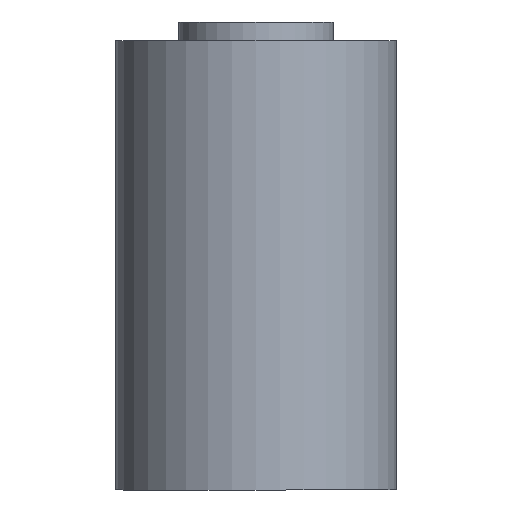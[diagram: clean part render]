
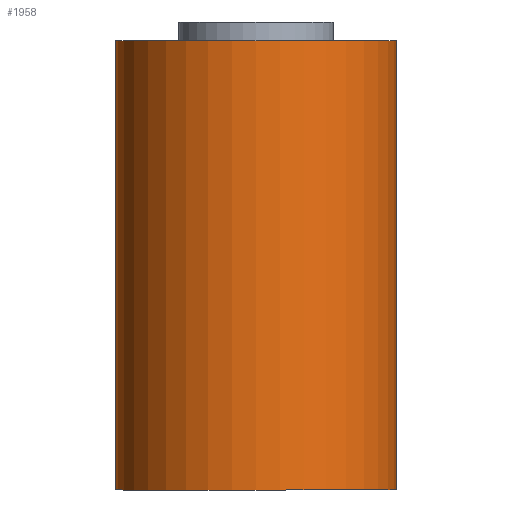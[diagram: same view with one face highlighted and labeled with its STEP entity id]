
A CAD part, left-side view. The second image highlights one B-rep face of the part: STEP entity #1958.
In plain terms, the highlighted cylindrical face has radius 15 mm (diameter 30 mm), a full revolution.
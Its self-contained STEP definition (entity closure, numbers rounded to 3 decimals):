
#1669 = PLANE('',#1670);
#1670 = AXIS2_PLACEMENT_3D('',#1671,#1672,#1673);
#1671 = CARTESIAN_POINT('',(0.,-25.,0.));
#1672 = DIRECTION('',(0.,1.,0.));
#1673 = DIRECTION('',(-1.,0.,0.));
#1911 = PLANE('',#1912);
#1912 = AXIS2_PLACEMENT_3D('',#1913,#1914,#1915);
#1913 = CARTESIAN_POINT('',(0.,23.,0.));
#1914 = DIRECTION('',(0.,-1.,0.));
#1915 = DIRECTION('',(1.,0.,0.));
#1930 = EDGE_CURVE('',#1931,#1931,#1933,.T.);
#1931 = VERTEX_POINT('',#1932);
#1932 = CARTESIAN_POINT('',(15.,23.,0.));
#1933 = SURFACE_CURVE('',#1934,(#1939,#1946),.PCURVE_S1.);
#1934 = CIRCLE('',#1935,15.);
#1935 = AXIS2_PLACEMENT_3D('',#1936,#1937,#1938);
#1936 = CARTESIAN_POINT('',(0.,23.,0.));
#1937 = DIRECTION('',(0.,-1.,0.));
#1938 = DIRECTION('',(1.,0.,0.));
#1939 = PCURVE('',#1911,#1940);
#1940 = DEFINITIONAL_REPRESENTATION('',(#1941),#1945);
#1941 = CIRCLE('',#1942,15.);
#1942 = AXIS2_PLACEMENT_2D('',#1943,#1944);
#1943 = CARTESIAN_POINT('',(0.,0.));
#1944 = DIRECTION('',(1.,-0.));
#1945 = ( GEOMETRIC_REPRESENTATION_CONTEXT(2) 
PARAMETRIC_REPRESENTATION_CONTEXT() REPRESENTATION_CONTEXT('2D SPACE',''
  ) );
#1946 = PCURVE('',#1947,#1952);
#1947 = CYLINDRICAL_SURFACE('',#1948,15.);
#1948 = AXIS2_PLACEMENT_3D('',#1949,#1950,#1951);
#1949 = CARTESIAN_POINT('',(0.,23.,0.));
#1950 = DIRECTION('',(0.,-1.,0.));
#1951 = DIRECTION('',(1.,0.,0.));
#1952 = DEFINITIONAL_REPRESENTATION('',(#1953),#1957);
#1953 = LINE('',#1954,#1955);
#1954 = CARTESIAN_POINT('',(0.,0.));
#1955 = VECTOR('',#1956,1.);
#1956 = DIRECTION('',(1.,0.));
#1957 = ( GEOMETRIC_REPRESENTATION_CONTEXT(2) 
PARAMETRIC_REPRESENTATION_CONTEXT() REPRESENTATION_CONTEXT('2D SPACE',''
  ) );
#1958 = ADVANCED_FACE('',(#1959),#1947,.T.);
#1959 = FACE_BOUND('',#1960,.T.);
#1960 = EDGE_LOOP('',(#1961,#1962,#1985,#2011));
#1961 = ORIENTED_EDGE('',*,*,#1930,.T.);
#1962 = ORIENTED_EDGE('',*,*,#1963,.T.);
#1963 = EDGE_CURVE('',#1931,#1964,#1966,.T.);
#1964 = VERTEX_POINT('',#1965);
#1965 = CARTESIAN_POINT('',(15.,-25.,0.));
#1966 = SEAM_CURVE('',#1967,(#1971,#1978),.PCURVE_S1.);
#1967 = LINE('',#1968,#1969);
#1968 = CARTESIAN_POINT('',(15.,23.,0.));
#1969 = VECTOR('',#1970,1.);
#1970 = DIRECTION('',(0.,-1.,0.));
#1971 = PCURVE('',#1947,#1972);
#1972 = DEFINITIONAL_REPRESENTATION('',(#1973),#1977);
#1973 = LINE('',#1974,#1975);
#1974 = CARTESIAN_POINT('',(0.,0.));
#1975 = VECTOR('',#1976,1.);
#1976 = DIRECTION('',(0.,1.));
#1977 = ( GEOMETRIC_REPRESENTATION_CONTEXT(2) 
PARAMETRIC_REPRESENTATION_CONTEXT() REPRESENTATION_CONTEXT('2D SPACE',''
  ) );
#1978 = PCURVE('',#1947,#1979);
#1979 = DEFINITIONAL_REPRESENTATION('',(#1980),#1984);
#1980 = LINE('',#1981,#1982);
#1981 = CARTESIAN_POINT('',(6.283,0.));
#1982 = VECTOR('',#1983,1.);
#1983 = DIRECTION('',(0.,1.));
#1984 = ( GEOMETRIC_REPRESENTATION_CONTEXT(2) 
PARAMETRIC_REPRESENTATION_CONTEXT() REPRESENTATION_CONTEXT('2D SPACE',''
  ) );
#1985 = ORIENTED_EDGE('',*,*,#1986,.F.);
#1986 = EDGE_CURVE('',#1964,#1964,#1987,.T.);
#1987 = SURFACE_CURVE('',#1988,(#1993,#2000),.PCURVE_S1.);
#1988 = CIRCLE('',#1989,15.);
#1989 = AXIS2_PLACEMENT_3D('',#1990,#1991,#1992);
#1990 = CARTESIAN_POINT('',(0.,-25.,0.));
#1991 = DIRECTION('',(0.,-1.,0.));
#1992 = DIRECTION('',(1.,0.,0.));
#1993 = PCURVE('',#1947,#1994);
#1994 = DEFINITIONAL_REPRESENTATION('',(#1995),#1999);
#1995 = LINE('',#1996,#1997);
#1996 = CARTESIAN_POINT('',(0.,48.));
#1997 = VECTOR('',#1998,1.);
#1998 = DIRECTION('',(1.,0.));
#1999 = ( GEOMETRIC_REPRESENTATION_CONTEXT(2) 
PARAMETRIC_REPRESENTATION_CONTEXT() REPRESENTATION_CONTEXT('2D SPACE',''
  ) );
#2000 = PCURVE('',#1669,#2001);
#2001 = DEFINITIONAL_REPRESENTATION('',(#2002),#2010);
#2002 = ( BOUNDED_CURVE() B_SPLINE_CURVE(2,(#2003,#2004,#2005,#2006,
#2007,#2008,#2009),.UNSPECIFIED.,.T.,.F.) B_SPLINE_CURVE_WITH_KNOTS((1,2
    ,2,2,2,1),(-2.094,0.,2.094,4.189,
6.283,8.378),.UNSPECIFIED.) CURVE() 
GEOMETRIC_REPRESENTATION_ITEM() RATIONAL_B_SPLINE_CURVE((1.,0.5,1.,0.5,
1.,0.5,1.)) REPRESENTATION_ITEM('') );
#2003 = CARTESIAN_POINT('',(-15.,0.));
#2004 = CARTESIAN_POINT('',(-15.,25.981));
#2005 = CARTESIAN_POINT('',(7.5,12.99));
#2006 = CARTESIAN_POINT('',(30.,0.));
#2007 = CARTESIAN_POINT('',(7.5,-12.99));
#2008 = CARTESIAN_POINT('',(-15.,-25.981));
#2009 = CARTESIAN_POINT('',(-15.,0.));
#2010 = ( GEOMETRIC_REPRESENTATION_CONTEXT(2) 
PARAMETRIC_REPRESENTATION_CONTEXT() REPRESENTATION_CONTEXT('2D SPACE',''
  ) );
#2011 = ORIENTED_EDGE('',*,*,#1963,.F.);
